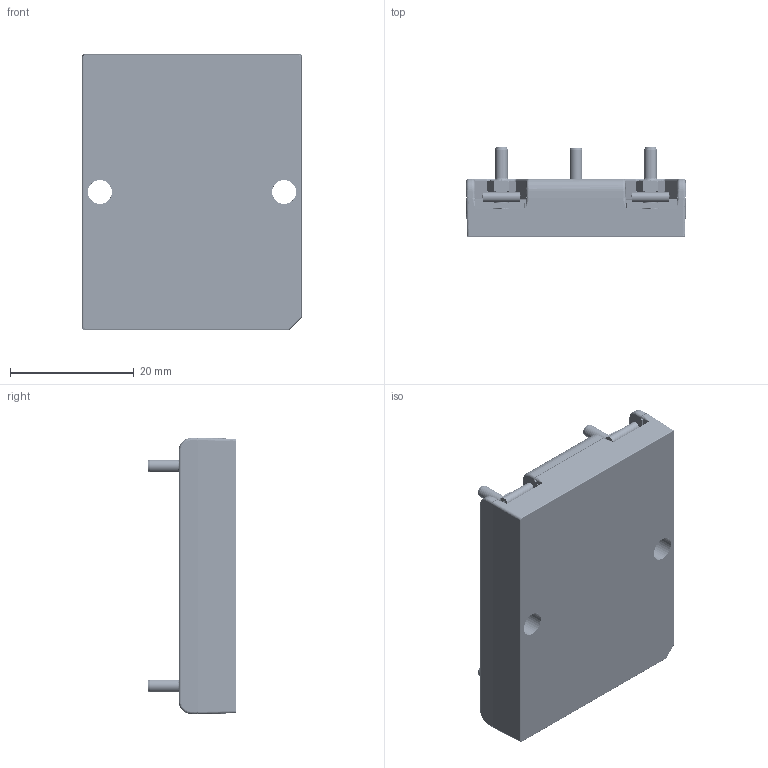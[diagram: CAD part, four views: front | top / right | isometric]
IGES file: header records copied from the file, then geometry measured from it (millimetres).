
Start section: SolidWorks IGES file using analytic representation for surfaces
Global section: file name: VIA-1714-longpin-TPM_WEBSITE VERSION.IGS; native system: SolidWorks 2017; preprocessor: SolidWorks 2017; author: Chliu; date: 201211.091331; units: millimetre
Bounding box: 35.5 x 14.34 x 44.6 mm (x, y, z)
Surface area: 12846.7 mm2 (no closed solid volume)
Topology: 0 solids, 0 shells, 1955 faces, 21314 edges, 21263 vertices
Faces by surface type: revolution 1218, bspline 737
